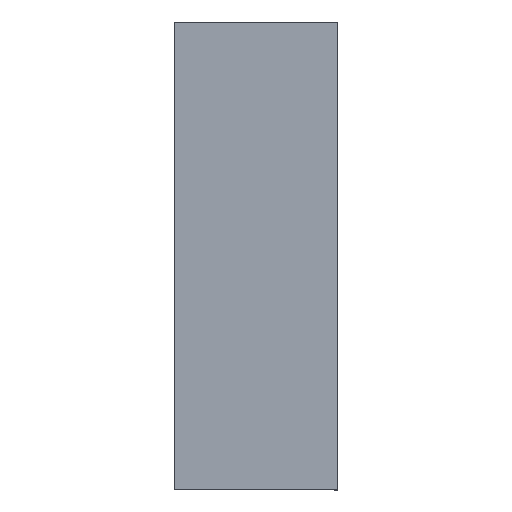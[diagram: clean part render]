
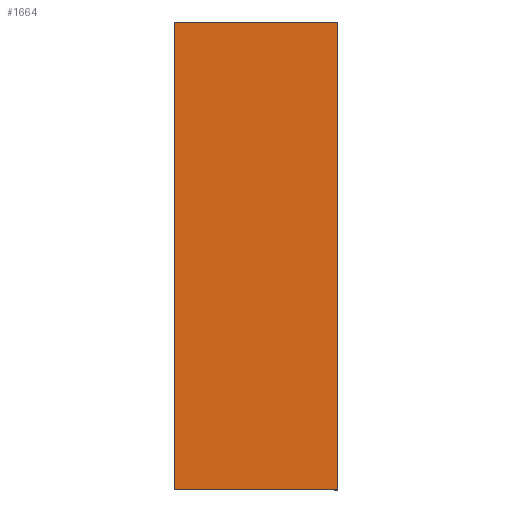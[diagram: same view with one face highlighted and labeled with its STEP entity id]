
A CAD part, left-side view. The second image highlights one B-rep face of the part: STEP entity #1664.
In plain terms, the highlighted planar face has unit normal (-1, 0, 0).
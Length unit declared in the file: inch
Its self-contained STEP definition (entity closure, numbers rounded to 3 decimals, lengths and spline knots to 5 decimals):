
#7 = ORIENTED_EDGE ( 'NONE', *, *, #1004, .T. ) ;
#11 = VECTOR ( 'NONE', #2388, 39.37008 ) ;
#114 = EDGE_CURVE ( 'NONE', #2283, #2975, #3909, .T. ) ;
#417 = EDGE_CURVE ( 'NONE', #2283, #470, #3142, .T. ) ;
#470 = VERTEX_POINT ( 'NONE', #2150 ) ;
#483 = LINE ( 'NONE', #2883, #1049 ) ;
#553 = CARTESIAN_POINT ( 'NONE',  ( -0.0689, 0.04134, -0.05906 ) ) ;
#872 = EDGE_LOOP ( 'NONE', ( #7, #1024, #2944, #2171 ) ) ;
#1004 = EDGE_CURVE ( 'NONE', #2975, #3143, #483, .T. ) ;
#1024 = ORIENTED_EDGE ( 'NONE', *, *, #3661, .F. ) ;
#1049 = VECTOR ( 'NONE', #3508, 39.37008 ) ;
#1132 = FACE_OUTER_BOUND ( 'NONE', #872, .T. ) ;
#1164 = CARTESIAN_POINT ( 'NONE',  ( -0.0689, 0.04134, -0.05906 ) ) ;
#1304 = DIRECTION ( 'NONE',  ( 1., 0., 0. ) ) ;
#1664 = ADVANCED_FACE ( 'NONE', ( #1132 ), #2984, .F. ) ;
#1675 = CARTESIAN_POINT ( 'NONE',  ( -0.0689, 0.04134, 0.05906 ) ) ;
#1806 = VECTOR ( 'NONE', #2219, 39.37008 ) ;
#1909 = VECTOR ( 'NONE', #1922, 39.37008 ) ;
#1922 = DIRECTION ( 'NONE',  ( 0., -1., 0. ) ) ;
#2150 = CARTESIAN_POINT ( 'NONE',  ( -0.0689, 0.04134, 0.05906 ) ) ;
#2171 = ORIENTED_EDGE ( 'NONE', *, *, #114, .T. ) ;
#2219 = DIRECTION ( 'NONE',  ( 0., 0., 1. ) ) ;
#2283 = VERTEX_POINT ( 'NONE', #553 ) ;
#2287 = LINE ( 'NONE', #1675, #1909 ) ;
#2388 = DIRECTION ( 'NONE',  ( 0., -1., 0. ) ) ;
#2883 = CARTESIAN_POINT ( 'NONE',  ( -0.0689, 0., -0.05906 ) ) ;
#2944 = ORIENTED_EDGE ( 'NONE', *, *, #417, .F. ) ;
#2975 = VERTEX_POINT ( 'NONE', #3034 ) ;
#2984 = PLANE ( 'NONE',  #3077 ) ;
#3034 = CARTESIAN_POINT ( 'NONE',  ( -0.0689, 0., -0.05906 ) ) ;
#3047 = DIRECTION ( 'NONE',  ( 0., 0., -1. ) ) ;
#3077 = AXIS2_PLACEMENT_3D ( 'NONE', #3695, #1304, #3047 ) ;
#3142 = LINE ( 'NONE', #3768, #1806 ) ;
#3143 = VERTEX_POINT ( 'NONE', #3835 ) ;
#3508 = DIRECTION ( 'NONE',  ( 0., 0., 1. ) ) ;
#3661 = EDGE_CURVE ( 'NONE', #470, #3143, #2287, .T. ) ;
#3695 = CARTESIAN_POINT ( 'NONE',  ( -0.0689, 0.04134, -0.05906 ) ) ;
#3768 = CARTESIAN_POINT ( 'NONE',  ( -0.0689, 0.04134, -0.05906 ) ) ;
#3835 = CARTESIAN_POINT ( 'NONE',  ( -0.0689, 0., 0.05906 ) ) ;
#3909 = LINE ( 'NONE', #1164, #11 ) ;
